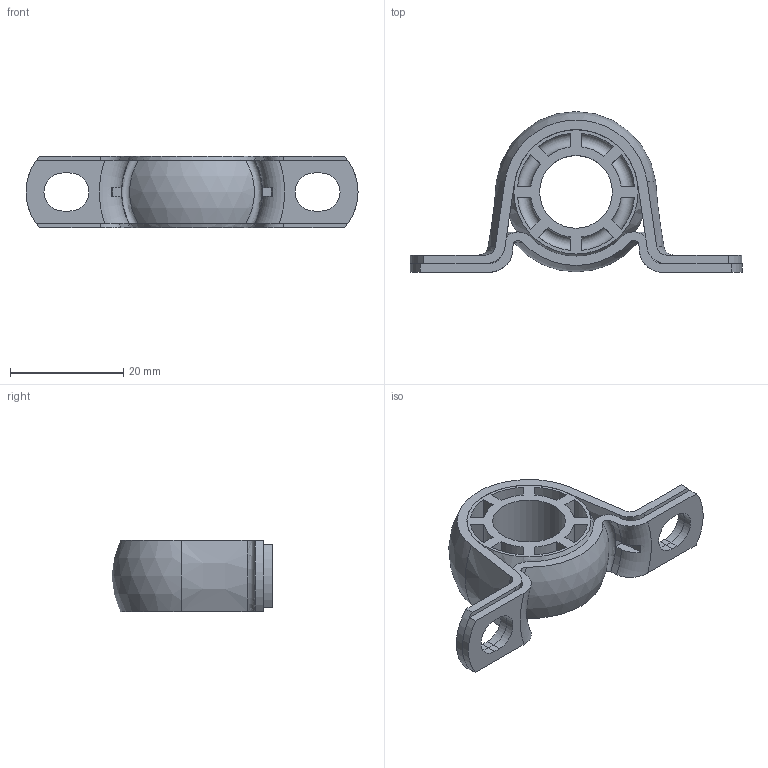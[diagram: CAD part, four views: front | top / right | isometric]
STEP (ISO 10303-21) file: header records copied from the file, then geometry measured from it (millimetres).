
FILE_DESCRIPTION(/* description */ (''),/* implementation_level */ '2;1');
FILE_NAME(/* name */ 'BRG_Bearing_BDN8.iam.stp',/* time_stamp */ '2016-01-07T16:48:30-08:00',/* author */ ('Autodesk, Inc.'),/* organization */ (''),/* preprocessor_version */ 'ST-DEVELOPER v16.1',/* originating_system */ 'Autodesk Inventor 2016',/* authorisation */ '');
FILE_SCHEMA (('AUTOMOTIVE_DESIGN { 1 0 10303 214 3 1 1 }'));
Length unit declared in the file: inch
Products named in the file (4): MSTR BD Base_3687; MSTR BD Strap_3688; MSTR N Series_N8; BRG_Bearing_BDN8
Assembly tree (3 placements, depth 2):
  BRG_Bearing_BDN8
    MSTR BD Base_3687
    MSTR BD Strap_3688
    MSTR N Series_N8
Bounding box: 58.75 x 28.45 x 12.7 mm (x, y, z)
Volume: 5861.2 mm3; surface area: 7562.8 mm2
Topology: 3 solids, 3 shells, 167 faces, 435 edges, 288 vertices
Faces by surface type: plane 72, cylinder 49, torus 28, cone 12, sphere 6
Full cylindrical faces by diameter (mm): 12.865 x1
Entity records: 6093 total; most frequent: CARTESIAN_POINT 1896, ORIENTED_EDGE 868, DIRECTION 850, EDGE_CURVE 434, AXIS2_PLACEMENT_3D 328, VERTEX_POINT 288, EDGE_LOOP 196, LINE 194
